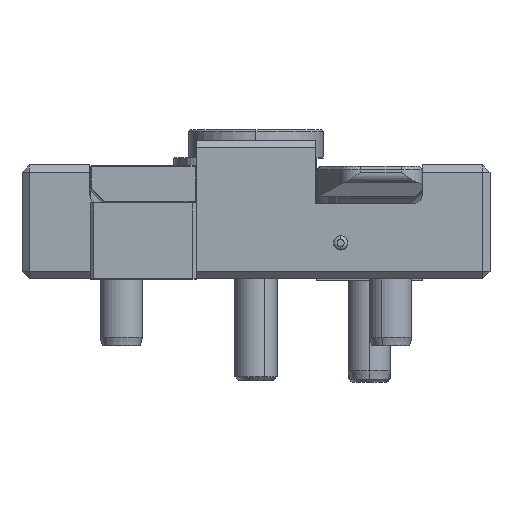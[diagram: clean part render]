
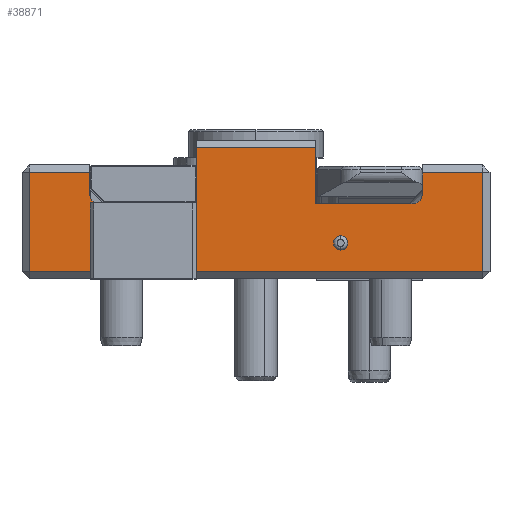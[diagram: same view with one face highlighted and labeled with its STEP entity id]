
A CAD part, top view. The second image highlights one B-rep face of the part: STEP entity #38871.
In plain terms, the highlighted face is planar.
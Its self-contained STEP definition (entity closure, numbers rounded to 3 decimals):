
#563 = AXIS2_PLACEMENT_3D ( 'NONE', #2630, #3390, #38304 ) ;
#898 = EDGE_CURVE ( 'NONE', #62248, #26396, #1831, .T. ) ;
#1707 = EDGE_CURVE ( 'NONE', #56358, #72605, #49525, .T. ) ;
#1831 = CIRCLE ( 'NONE', #45364, 1. ) ;
#2110 = LINE ( 'NONE', #74916, #24385 ) ;
#2630 = CARTESIAN_POINT ( 'NONE',  ( -22., 12., -11. ) ) ;
#3390 = DIRECTION ( 'NONE',  ( 0., 0., 1. ) ) ;
#4144 = CARTESIAN_POINT ( 'NONE',  ( -23.5, 10.5, -11. ) ) ;
#4474 = CARTESIAN_POINT ( 'NONE',  ( 8.4, 10.5, -11. ) ) ;
#5598 = ORIENTED_EDGE ( 'NONE', *, *, #32263, .F. ) ;
#5618 = CIRCLE ( 'NONE', #32531, 1.5 ) ;
#6118 = EDGE_CURVE ( 'NONE', #72605, #24475, #67774, .T. ) ;
#6190 = CARTESIAN_POINT ( 'NONE',  ( 23.5, 10.5, -11. ) ) ;
#7611 = VERTEX_POINT ( 'NONE', #62702 ) ;
#7924 = FACE_OUTER_BOUND ( 'NONE', #42437, .T. ) ;
#7947 = LINE ( 'NONE', #37592, #73324 ) ;
#8230 = EDGE_CURVE ( 'NONE', #53932, #68919, #7947, .T. ) ;
#8592 = VERTEX_POINT ( 'NONE', #73482 ) ;
#8629 = CARTESIAN_POINT ( 'NONE',  ( -8.4, 19.5, -11. ) ) ;
#8870 = ORIENTED_EDGE ( 'NONE', *, *, #20914, .F. ) ;
#9279 = CIRCLE ( 'NONE', #19560, 1. ) ;
#9706 = EDGE_CURVE ( 'NONE', #29462, #8592, #18968, .T. ) ;
#10932 = CARTESIAN_POINT ( 'NONE',  ( -32., 15., -11. ) ) ;
#11354 = ORIENTED_EDGE ( 'NONE', *, *, #1707, .T. ) ;
#12886 = DIRECTION ( 'NONE',  ( 0., -1., 0. ) ) ;
#13091 = PLANE ( 'NONE',  #17228 ) ;
#13240 = VECTOR ( 'NONE', #15888, 1000. ) ;
#14081 = ORIENTED_EDGE ( 'NONE', *, *, #898, .F. ) ;
#14465 = VERTEX_POINT ( 'NONE', #68873 ) ;
#15599 = CARTESIAN_POINT ( 'NONE',  ( -8.4, 10.5, -11. ) ) ;
#15888 = DIRECTION ( 'NONE',  ( 0., -1., 0. ) ) ;
#17228 = AXIS2_PLACEMENT_3D ( 'NONE', #69572, #31172, #62377 ) ;
#18084 = CARTESIAN_POINT ( 'NONE',  ( 22., 12., -11. ) ) ;
#18370 = EDGE_CURVE ( 'NONE', #7611, #49467, #21023, .T. ) ;
#18403 = EDGE_LOOP ( 'NONE', ( #14081, #72790 ) ) ;
#18968 = LINE ( 'NONE', #25011, #36776 ) ;
#19155 = DIRECTION ( 'NONE',  ( 0., 1., 0. ) ) ;
#19560 = AXIS2_PLACEMENT_3D ( 'NONE', #40058, #64056, #46099 ) ;
#20914 = EDGE_CURVE ( 'NONE', #7611, #8592, #76586, .T. ) ;
#21023 = CIRCLE ( 'NONE', #563, 1.5 ) ;
#23001 = LINE ( 'NONE', #15599, #68424 ) ;
#23264 = ORIENTED_EDGE ( 'NONE', *, *, #52689, .T. ) ;
#23947 = DIRECTION ( 'NONE',  ( 1., 0., 0. ) ) ;
#24385 = VECTOR ( 'NONE', #37748, 1000. ) ;
#24475 = VERTEX_POINT ( 'NONE', #68542 ) ;
#24740 = LINE ( 'NONE', #59946, #49959 ) ;
#25011 = CARTESIAN_POINT ( 'NONE',  ( -33., 15., -11. ) ) ;
#25076 = ORIENTED_EDGE ( 'NONE', *, *, #32430, .F. ) ;
#25573 = CARTESIAN_POINT ( 'NONE',  ( 32., 15., -11. ) ) ;
#26396 = VERTEX_POINT ( 'NONE', #65676 ) ;
#26637 = EDGE_CURVE ( 'NONE', #41740, #53932, #47911, .T. ) ;
#28077 = DIRECTION ( 'NONE',  ( -1., 0., 0. ) ) ;
#29181 = CARTESIAN_POINT ( 'NONE',  ( -32., 1., -11. ) ) ;
#29462 = VERTEX_POINT ( 'NONE', #10932 ) ;
#31172 = DIRECTION ( 'NONE',  ( 0., 0., 1. ) ) ;
#32263 = EDGE_CURVE ( 'NONE', #56358, #36960, #33965, .T. ) ;
#32430 = EDGE_CURVE ( 'NONE', #14465, #67591, #69503, .T. ) ;
#32531 = AXIS2_PLACEMENT_3D ( 'NONE', #18084, #54517, #60925 ) ;
#33965 = LINE ( 'NONE', #47591, #13240 ) ;
#35967 = ORIENTED_EDGE ( 'NONE', *, *, #18370, .T. ) ;
#36426 = ORIENTED_EDGE ( 'NONE', *, *, #62000, .T. ) ;
#36776 = VECTOR ( 'NONE', #67418, 1000. ) ;
#36960 = VERTEX_POINT ( 'NONE', #45637 ) ;
#37546 = DIRECTION ( 'NONE',  ( -1., 0., 0. ) ) ;
#37592 = CARTESIAN_POINT ( 'NONE',  ( 8.4, 10.5, -11. ) ) ;
#37748 = DIRECTION ( 'NONE',  ( -1., 0., 0. ) ) ;
#38304 = DIRECTION ( 'NONE',  ( 1., 0., 0. ) ) ;
#38871 = ADVANCED_FACE ( 'NONE', ( #43647, #7924 ), #13091, .F. ) ;
#38954 = ORIENTED_EDGE ( 'NONE', *, *, #6118, .T. ) ;
#39483 = DIRECTION ( 'NONE',  ( 0., -1., 0. ) ) ;
#40058 = CARTESIAN_POINT ( 'NONE',  ( -11.93, 5., -11. ) ) ;
#40320 = VECTOR ( 'NONE', #73236, 1000. ) ;
#40363 = VECTOR ( 'NONE', #12886, 1000. ) ;
#41740 = VERTEX_POINT ( 'NONE', #45148 ) ;
#42325 = DIRECTION ( 'NONE',  ( 1., 0., 0. ) ) ;
#42437 = EDGE_LOOP ( 'NONE', ( #25076, #23264, #45690, #45309, #44589, #5598, #11354, #38954, #36426, #73657, #77050, #8870, #35967, #68243 ) ) ;
#43647 = FACE_BOUND ( 'NONE', #18403, .T. ) ;
#43721 = CARTESIAN_POINT ( 'NONE',  ( -32., 16., -11. ) ) ;
#44589 = ORIENTED_EDGE ( 'NONE', *, *, #70969, .T. ) ;
#45082 = EDGE_CURVE ( 'NONE', #50173, #29462, #68059, .T. ) ;
#45148 = CARTESIAN_POINT ( 'NONE',  ( 22., 10.5, -11. ) ) ;
#45195 = DIRECTION ( 'NONE',  ( 0., 0., -1. ) ) ;
#45309 = ORIENTED_EDGE ( 'NONE', *, *, #26637, .F. ) ;
#45361 = VECTOR ( 'NONE', #39483, 1000. ) ;
#45364 = AXIS2_PLACEMENT_3D ( 'NONE', #62767, #45195, #37546 ) ;
#45637 = CARTESIAN_POINT ( 'NONE',  ( 23.5, 12., -11. ) ) ;
#45690 = ORIENTED_EDGE ( 'NONE', *, *, #8230, .F. ) ;
#46099 = DIRECTION ( 'NONE',  ( -1., 0., 0. ) ) ;
#47591 = CARTESIAN_POINT ( 'NONE',  ( 23.5, 16., -11. ) ) ;
#47861 = EDGE_CURVE ( 'NONE', #67591, #49467, #23001, .T. ) ;
#47911 = LINE ( 'NONE', #6190, #48331 ) ;
#48331 = VECTOR ( 'NONE', #73036, 1000. ) ;
#49467 = VERTEX_POINT ( 'NONE', #76183 ) ;
#49525 = LINE ( 'NONE', #66698, #56907 ) ;
#49959 = VECTOR ( 'NONE', #23947, 1000. ) ;
#50173 = VERTEX_POINT ( 'NONE', #29181 ) ;
#52689 = EDGE_CURVE ( 'NONE', #14465, #68919, #24740, .T. ) ;
#53660 = CARTESIAN_POINT ( 'NONE',  ( -12.93, 5., -11. ) ) ;
#53932 = VERTEX_POINT ( 'NONE', #4474 ) ;
#54517 = DIRECTION ( 'NONE',  ( 0., 0., 1. ) ) ;
#54722 = CARTESIAN_POINT ( 'NONE',  ( -8.4, 10.5, -11. ) ) ;
#55615 = CARTESIAN_POINT ( 'NONE',  ( 8.4, 18.5, -11. ) ) ;
#55718 = VECTOR ( 'NONE', #76191, 1000. ) ;
#56358 = VERTEX_POINT ( 'NONE', #70326 ) ;
#56527 = CARTESIAN_POINT ( 'NONE',  ( 32., 16., -11. ) ) ;
#56907 = VECTOR ( 'NONE', #42325, 1000. ) ;
#58090 = EDGE_CURVE ( 'NONE', #26396, #62248, #9279, .T. ) ;
#59946 = CARTESIAN_POINT ( 'NONE',  ( -33., 18.5, -11. ) ) ;
#60925 = DIRECTION ( 'NONE',  ( 1., 0., 0. ) ) ;
#62000 = EDGE_CURVE ( 'NONE', #24475, #50173, #2110, .T. ) ;
#62248 = VERTEX_POINT ( 'NONE', #53660 ) ;
#62377 = DIRECTION ( 'NONE',  ( 1., 0., 0. ) ) ;
#62702 = CARTESIAN_POINT ( 'NONE',  ( -23.5, 12., -11. ) ) ;
#62767 = CARTESIAN_POINT ( 'NONE',  ( -11.93, 5., -11. ) ) ;
#64056 = DIRECTION ( 'NONE',  ( 0., 0., -1. ) ) ;
#65676 = CARTESIAN_POINT ( 'NONE',  ( -10.93, 5., -11. ) ) ;
#66698 = CARTESIAN_POINT ( 'NONE',  ( -33., 15., -11. ) ) ;
#67418 = DIRECTION ( 'NONE',  ( 1., 0., 0. ) ) ;
#67591 = VERTEX_POINT ( 'NONE', #54722 ) ;
#67774 = LINE ( 'NONE', #56527, #40363 ) ;
#68059 = LINE ( 'NONE', #43721, #40320 ) ;
#68243 = ORIENTED_EDGE ( 'NONE', *, *, #47861, .F. ) ;
#68424 = VECTOR ( 'NONE', #28077, 1000. ) ;
#68542 = CARTESIAN_POINT ( 'NONE',  ( 32., 1., -11. ) ) ;
#68873 = CARTESIAN_POINT ( 'NONE',  ( -8.4, 18.5, -11. ) ) ;
#68919 = VERTEX_POINT ( 'NONE', #55615 ) ;
#69503 = LINE ( 'NONE', #8629, #45361 ) ;
#69572 = CARTESIAN_POINT ( 'NONE',  ( -33., 16., -11. ) ) ;
#70326 = CARTESIAN_POINT ( 'NONE',  ( 23.5, 15., -11. ) ) ;
#70969 = EDGE_CURVE ( 'NONE', #41740, #36960, #5618, .T. ) ;
#72605 = VERTEX_POINT ( 'NONE', #25573 ) ;
#72790 = ORIENTED_EDGE ( 'NONE', *, *, #58090, .F. ) ;
#73036 = DIRECTION ( 'NONE',  ( -1., 0., 0. ) ) ;
#73236 = DIRECTION ( 'NONE',  ( 0., 1., 0. ) ) ;
#73324 = VECTOR ( 'NONE', #19155, 1000. ) ;
#73482 = CARTESIAN_POINT ( 'NONE',  ( -23.5, 15., -11. ) ) ;
#73657 = ORIENTED_EDGE ( 'NONE', *, *, #45082, .T. ) ;
#74916 = CARTESIAN_POINT ( 'NONE',  ( -33., 1., -11. ) ) ;
#76183 = CARTESIAN_POINT ( 'NONE',  ( -22., 10.5, -11. ) ) ;
#76191 = DIRECTION ( 'NONE',  ( 0., 1., 0. ) ) ;
#76586 = LINE ( 'NONE', #4144, #55718 ) ;
#77050 = ORIENTED_EDGE ( 'NONE', *, *, #9706, .T. ) ;
